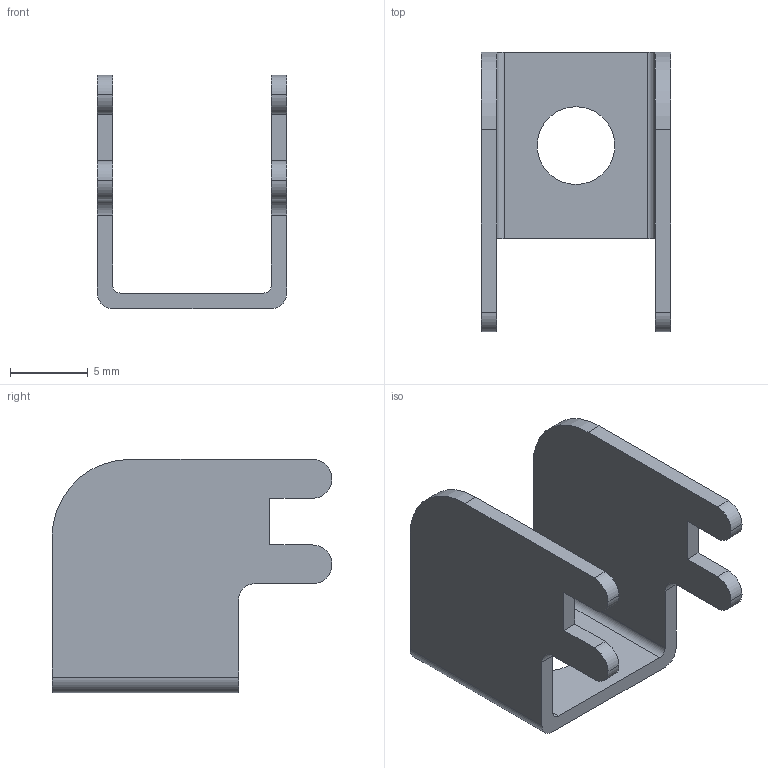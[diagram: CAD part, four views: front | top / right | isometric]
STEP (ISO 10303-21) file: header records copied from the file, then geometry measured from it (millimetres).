
FILE_DESCRIPTION (( 'STEP AP203' ), '1' );
FILE_NAME ('OP-075-M5.STEP', '2024-01-15T14:33:34', ( '' ), ( '' ), 'SwSTEP 2.0', 'SolidWorks 2019', '' );
FILE_SCHEMA (( 'CONFIG_CONTROL_DESIGN' ));
Length unit declared in the file: millimetre
Products named in the file (2): OP-075-M5
Bounding box: 12.2 x 18 x 15 mm (x, y, z)
Volume: 517.6 mm3; surface area: 1176.3 mm2
Topology: 1 solids, 1 shells, 38 faces, 106 edges, 70 vertices
Faces by surface type: cylinder 18, plane 18, cone 2
Entity records: 1391 total; most frequent: DIRECTION 224, CARTESIAN_POINT 216, ORIENTED_EDGE 212, EDGE_CURVE 106, AXIS2_PLACEMENT_3D 78, VERTEX_POINT 70, LINE 68, VECTOR 68
